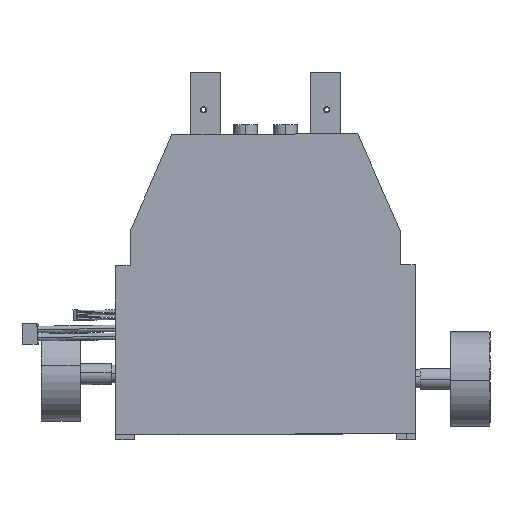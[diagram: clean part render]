
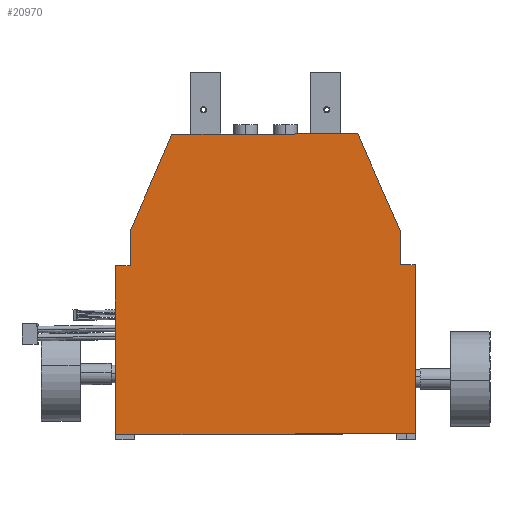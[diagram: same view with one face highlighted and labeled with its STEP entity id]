
A CAD part, top view. The second image highlights one B-rep face of the part: STEP entity #20970.
In plain terms, the highlighted face is planar.
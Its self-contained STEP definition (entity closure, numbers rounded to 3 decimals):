
#797 = CARTESIAN_POINT ( 'NONE',  ( 100., 6., -112.5 ) ) ;
#1136 = VECTOR ( 'NONE', #32134, 1000. ) ;
#1285 = VECTOR ( 'NONE', #21010, 1000. ) ;
#1990 = VERTEX_POINT ( 'NONE', #10018 ) ;
#2759 = DIRECTION ( 'NONE',  ( 1., 0., 0. ) ) ;
#2847 = ORIENTED_EDGE ( 'NONE', *, *, #10827, .T. ) ;
#3349 = LINE ( 'NONE', #14464, #22465 ) ;
#3896 = EDGE_CURVE ( 'NONE', #36305, #29786, #9018, .T. ) ;
#7324 = ORIENTED_EDGE ( 'NONE', *, *, #21494, .T. ) ;
#7532 = DIRECTION ( 'NONE',  ( 0., 1., 0. ) ) ;
#7593 = DIRECTION ( 'NONE',  ( -1., 0., 0. ) ) ;
#8330 = CARTESIAN_POINT ( 'NONE',  ( 100., 6., 0. ) ) ;
#8913 = VECTOR ( 'NONE', #25431, 1000. ) ;
#9018 = LINE ( 'NONE', #22892, #16307 ) ;
#9083 = DIRECTION ( 'NONE',  ( 0., 0., 1. ) ) ;
#9505 = LINE ( 'NONE', #32991, #13516 ) ;
#9573 = ORIENTED_EDGE ( 'NONE', *, *, #26322, .T. ) ;
#10018 = CARTESIAN_POINT ( 'NONE',  ( 90., 6., -112.5 ) ) ;
#10063 = VERTEX_POINT ( 'NONE', #27505 ) ;
#10259 = LINE ( 'NONE', #32696, #1285 ) ;
#10486 = DIRECTION ( 'NONE',  ( 0., 0., 1. ) ) ;
#10827 = EDGE_CURVE ( 'NONE', #22580, #22844, #11845, .T. ) ;
#11025 = FACE_OUTER_BOUND ( 'NONE', #19275, .T. ) ;
#11845 = LINE ( 'NONE', #23153, #30496 ) ;
#12405 = VECTOR ( 'NONE', #2759, 1000. ) ;
#12448 = CARTESIAN_POINT ( 'NONE',  ( -100., 6., 0. ) ) ;
#12634 = ORIENTED_EDGE ( 'NONE', *, *, #13011, .T. ) ;
#12819 = ORIENTED_EDGE ( 'NONE', *, *, #36596, .T. ) ;
#13011 = EDGE_CURVE ( 'NONE', #29786, #14724, #9505, .T. ) ;
#13516 = VECTOR ( 'NONE', #7593, 1000. ) ;
#13698 = LINE ( 'NONE', #8330, #12405 ) ;
#14464 = CARTESIAN_POINT ( 'NONE',  ( -90., 6., -112.5 ) ) ;
#14724 = VERTEX_POINT ( 'NONE', #22514 ) ;
#15294 = EDGE_CURVE ( 'NONE', #35843, #1990, #20809, .T. ) ;
#15487 = VERTEX_POINT ( 'NONE', #36535 ) ;
#15591 = EDGE_CURVE ( 'NONE', #15487, #24250, #3349, .T. ) ;
#16112 = CARTESIAN_POINT ( 'NONE',  ( -90., 6., -112.5 ) ) ;
#16307 = VECTOR ( 'NONE', #17152, 1000. ) ;
#16678 = LINE ( 'NONE', #35981, #29281 ) ;
#16946 = EDGE_CURVE ( 'NONE', #22844, #10063, #13698, .T. ) ;
#17152 = DIRECTION ( 'NONE',  ( -0.399, 0., -0.917 ) ) ;
#17887 = ORIENTED_EDGE ( 'NONE', *, *, #19051, .T. ) ;
#18638 = ORIENTED_EDGE ( 'NONE', *, *, #3896, .T. ) ;
#18702 = ORIENTED_EDGE ( 'NONE', *, *, #16946, .T. ) ;
#19051 = EDGE_CURVE ( 'NONE', #24250, #22580, #10259, .T. ) ;
#19275 = EDGE_LOOP ( 'NONE', ( #22655, #17887, #2847, #18702, #9573, #35591, #7324, #18638, #12634, #12819 ) ) ;
#20547 = CARTESIAN_POINT ( 'NONE',  ( 100., 6., -112.5 ) ) ;
#20809 = LINE ( 'NONE', #797, #1136 ) ;
#20970 = ADVANCED_FACE ( 'NONE', ( #11025 ), #35713, .T. ) ;
#21010 = DIRECTION ( 'NONE',  ( -1., 0., 0. ) ) ;
#21494 = EDGE_CURVE ( 'NONE', #1990, #36305, #34147, .T. ) ;
#21964 = CARTESIAN_POINT ( 'NONE',  ( 90., 6., -135.492 ) ) ;
#22465 = VECTOR ( 'NONE', #25780, 1000. ) ;
#22514 = CARTESIAN_POINT ( 'NONE',  ( -61.944, 6., -200. ) ) ;
#22580 = VERTEX_POINT ( 'NONE', #24726 ) ;
#22655 = ORIENTED_EDGE ( 'NONE', *, *, #15591, .T. ) ;
#22844 = VERTEX_POINT ( 'NONE', #12448 ) ;
#22892 = CARTESIAN_POINT ( 'NONE',  ( 61.944, 6., -200. ) ) ;
#23153 = CARTESIAN_POINT ( 'NONE',  ( -100., 6., 0. ) ) ;
#23995 = CARTESIAN_POINT ( 'NONE',  ( 61.944, 6., -200. ) ) ;
#24250 = VERTEX_POINT ( 'NONE', #16112 ) ;
#24693 = DIRECTION ( 'NONE',  ( 0., 0., -1. ) ) ;
#24726 = CARTESIAN_POINT ( 'NONE',  ( -100., 6., -112.5 ) ) ;
#25431 = DIRECTION ( 'NONE',  ( 0., 0., -1. ) ) ;
#25780 = DIRECTION ( 'NONE',  ( 0., 0., 1. ) ) ;
#26322 = EDGE_CURVE ( 'NONE', #10063, #35843, #27648, .T. ) ;
#27505 = CARTESIAN_POINT ( 'NONE',  ( 100., 6., 0. ) ) ;
#27546 = CARTESIAN_POINT ( 'NONE',  ( 0., 6., 0. ) ) ;
#27648 = LINE ( 'NONE', #33759, #29096 ) ;
#28398 = CARTESIAN_POINT ( 'NONE',  ( 90., 6., -112.5 ) ) ;
#29096 = VECTOR ( 'NONE', #24693, 1000. ) ;
#29281 = VECTOR ( 'NONE', #30600, 1000. ) ;
#29786 = VERTEX_POINT ( 'NONE', #23995 ) ;
#30496 = VECTOR ( 'NONE', #9083, 1000. ) ;
#30600 = DIRECTION ( 'NONE',  ( -0.399, 0., 0.917 ) ) ;
#32134 = DIRECTION ( 'NONE',  ( -1., 0., 0. ) ) ;
#32696 = CARTESIAN_POINT ( 'NONE',  ( -100., 6., -112.5 ) ) ;
#32925 = AXIS2_PLACEMENT_3D ( 'NONE', #27546, #7532, #10486 ) ;
#32991 = CARTESIAN_POINT ( 'NONE',  ( 61.944, 6., -200. ) ) ;
#33759 = CARTESIAN_POINT ( 'NONE',  ( 100., 6., 0. ) ) ;
#34147 = LINE ( 'NONE', #28398, #8913 ) ;
#35591 = ORIENTED_EDGE ( 'NONE', *, *, #15294, .T. ) ;
#35713 = PLANE ( 'NONE',  #32925 ) ;
#35843 = VERTEX_POINT ( 'NONE', #20547 ) ;
#35981 = CARTESIAN_POINT ( 'NONE',  ( -61.944, 6., -200. ) ) ;
#36305 = VERTEX_POINT ( 'NONE', #21964 ) ;
#36535 = CARTESIAN_POINT ( 'NONE',  ( -90., 6., -135.492 ) ) ;
#36596 = EDGE_CURVE ( 'NONE', #14724, #15487, #16678, .T. ) ;
